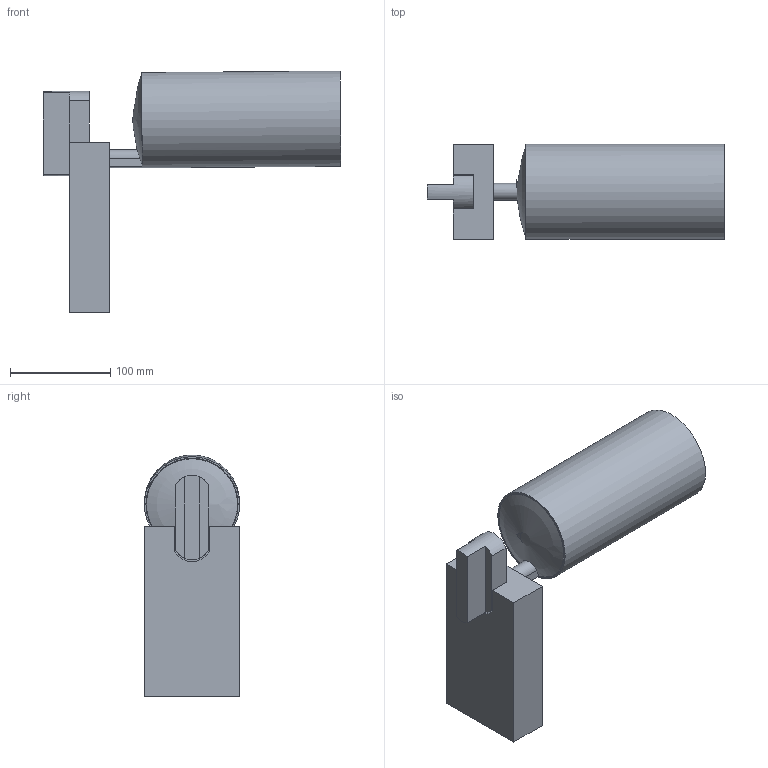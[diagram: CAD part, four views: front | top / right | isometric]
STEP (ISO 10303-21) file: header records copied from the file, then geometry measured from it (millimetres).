
FILE_DESCRIPTION (( 'STEP AP214' ), '1' );
FILE_NAME ('TRACK_SP_D95_55W.STEP', '2023-08-24T07:26:16', ( '' ), ( '' ), 'SwSTEP 2.0', 'SolidWorks 2022', '' );
FILE_SCHEMA (( 'AUTOMOTIVE_DESIGN' ));
Length unit declared in the file: millimetre
Products named in the file (1): TRACK_SP_D95_55W
Bounding box: 296.79 x 95 x 241.26 mm (x, y, z)
Volume: 935988.7 mm3; surface area: 245342.7 mm2
Topology: 8 solids, 8 shells, 68 faces, 147 edges, 99 vertices
Faces by surface type: plane 42, cylinder 20, torus 3, cone 3
Full cylindrical faces by diameter (mm): 19.388 x2, 22.282 x1, 74.195 x1, 75.5 x1, 82.6 x1, 90 x1, 90.493 x1, 92 x2, 95 x1
Entity records: 2745 total; most frequent: CARTESIAN_POINT 486, DIRECTION 292, ORIENTED_EDGE 248, EDGE_CURVE 124, AXIS2_PLACEMENT_3D 110, EDGE_LOOP 93, VERTEX_POINT 91, FACE_OUTER_BOUND 81
